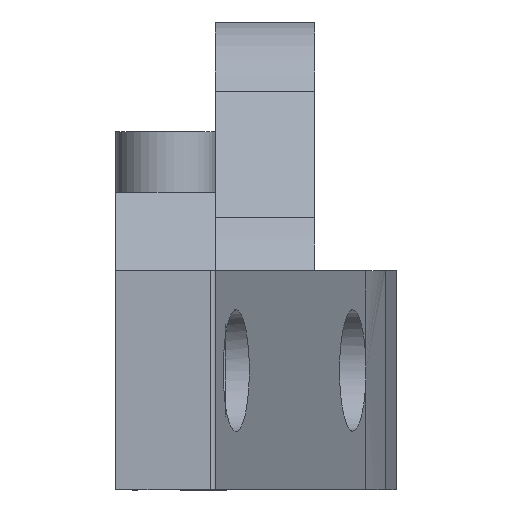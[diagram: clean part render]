
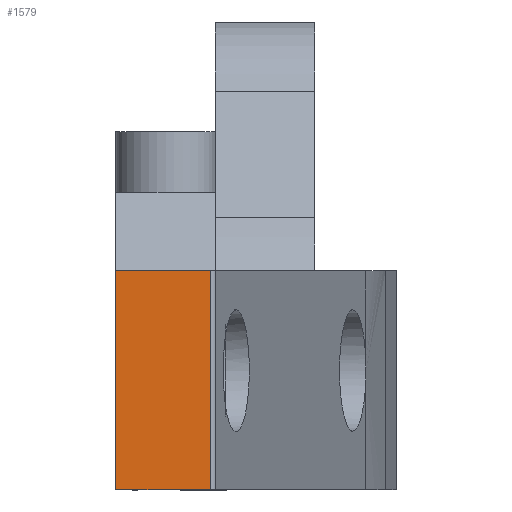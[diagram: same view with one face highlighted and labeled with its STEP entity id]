
A CAD part, front view. The second image highlights one B-rep face of the part: STEP entity #1579.
In plain terms, the highlighted planar face has unit normal (0, -1, 0).
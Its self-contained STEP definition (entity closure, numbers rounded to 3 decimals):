
#94 = PLANE('',#95);
#95 = AXIS2_PLACEMENT_3D('',#96,#97,#98);
#96 = CARTESIAN_POINT('',(40.,-86.031,6.041));
#97 = DIRECTION('',(-1.,-0.,-0.));
#98 = DIRECTION('',(0.,0.,-1.));
#110 = VERTEX_POINT('',#111);
#111 = CARTESIAN_POINT('',(40.,-106.,0.));
#127 = PLANE('',#128);
#128 = AXIS2_PLACEMENT_3D('',#129,#130,#131);
#129 = CARTESIAN_POINT('',(46.239,-43.802,0.));
#130 = DIRECTION('',(0.,0.,1.));
#131 = DIRECTION('',(1.,0.,0.));
#139 = EDGE_CURVE('',#110,#140,#142,.T.);
#140 = VERTEX_POINT('',#141);
#141 = CARTESIAN_POINT('',(40.,-106.,11.));
#142 = SURFACE_CURVE('',#143,(#147,#154),.PCURVE_S1.);
#143 = LINE('',#144,#145);
#144 = CARTESIAN_POINT('',(40.,-106.,0.));
#145 = VECTOR('',#146,1.);
#146 = DIRECTION('',(0.,0.,1.));
#147 = PCURVE('',#94,#148);
#148 = DEFINITIONAL_REPRESENTATION('',(#149),#153);
#149 = LINE('',#150,#151);
#150 = CARTESIAN_POINT('',(6.041,19.969));
#151 = VECTOR('',#152,1.);
#152 = DIRECTION('',(-1.,0.));
#153 = ( GEOMETRIC_REPRESENTATION_CONTEXT(2) 
PARAMETRIC_REPRESENTATION_CONTEXT() REPRESENTATION_CONTEXT('2D SPACE',''
  ) );
#154 = PCURVE('',#155,#160);
#155 = PLANE('',#156);
#156 = AXIS2_PLACEMENT_3D('',#157,#158,#159);
#157 = CARTESIAN_POINT('',(40.,-106.,0.));
#158 = DIRECTION('',(0.,1.,0.));
#159 = DIRECTION('',(1.,0.,0.));
#160 = DEFINITIONAL_REPRESENTATION('',(#161),#165);
#161 = LINE('',#162,#163);
#162 = CARTESIAN_POINT('',(0.,0.));
#163 = VECTOR('',#164,1.);
#164 = DIRECTION('',(0.,-1.));
#165 = ( GEOMETRIC_REPRESENTATION_CONTEXT(2) 
PARAMETRIC_REPRESENTATION_CONTEXT() REPRESENTATION_CONTEXT('2D SPACE',''
  ) );
#183 = PLANE('',#184);
#184 = AXIS2_PLACEMENT_3D('',#185,#186,#187);
#185 = CARTESIAN_POINT('',(45.853,-75.668,11.));
#186 = DIRECTION('',(0.,0.,1.));
#187 = DIRECTION('',(1.,0.,0.));
#550 = EDGE_CURVE('',#110,#551,#553,.T.);
#551 = VERTEX_POINT('',#552);
#552 = CARTESIAN_POINT('',(44.756,-106.,0.));
#553 = SURFACE_CURVE('',#554,(#558,#565),.PCURVE_S1.);
#554 = LINE('',#555,#556);
#555 = CARTESIAN_POINT('',(40.,-106.,0.));
#556 = VECTOR('',#557,1.);
#557 = DIRECTION('',(1.,0.,0.));
#558 = PCURVE('',#127,#559);
#559 = DEFINITIONAL_REPRESENTATION('',(#560),#564);
#560 = LINE('',#561,#562);
#561 = CARTESIAN_POINT('',(-6.239,-62.198));
#562 = VECTOR('',#563,1.);
#563 = DIRECTION('',(1.,0.));
#564 = ( GEOMETRIC_REPRESENTATION_CONTEXT(2) 
PARAMETRIC_REPRESENTATION_CONTEXT() REPRESENTATION_CONTEXT('2D SPACE',''
  ) );
#565 = PCURVE('',#155,#566);
#566 = DEFINITIONAL_REPRESENTATION('',(#567),#571);
#567 = LINE('',#568,#569);
#568 = CARTESIAN_POINT('',(0.,0.));
#569 = VECTOR('',#570,1.);
#570 = DIRECTION('',(1.,0.));
#571 = ( GEOMETRIC_REPRESENTATION_CONTEXT(2) 
PARAMETRIC_REPRESENTATION_CONTEXT() REPRESENTATION_CONTEXT('2D SPACE',''
  ) );
#590 = CYLINDRICAL_SURFACE('',#591,0.25);
#591 = AXIS2_PLACEMENT_3D('',#592,#593,#594);
#592 = CARTESIAN_POINT('',(44.756,-105.75,0.));
#593 = DIRECTION('',(-0.,-0.,-1.));
#594 = DIRECTION('',(1.,0.,0.));
#1579 = ADVANCED_FACE('',(#1580),#155,.F.);
#1580 = FACE_BOUND('',#1581,.F.);
#1581 = EDGE_LOOP('',(#1582,#1583,#1606,#1627));
#1582 = ORIENTED_EDGE('',*,*,#139,.T.);
#1583 = ORIENTED_EDGE('',*,*,#1584,.T.);
#1584 = EDGE_CURVE('',#140,#1585,#1587,.T.);
#1585 = VERTEX_POINT('',#1586);
#1586 = CARTESIAN_POINT('',(44.756,-106.,11.));
#1587 = SURFACE_CURVE('',#1588,(#1592,#1599),.PCURVE_S1.);
#1588 = LINE('',#1589,#1590);
#1589 = CARTESIAN_POINT('',(40.,-106.,11.));
#1590 = VECTOR('',#1591,1.);
#1591 = DIRECTION('',(1.,0.,0.));
#1592 = PCURVE('',#155,#1593);
#1593 = DEFINITIONAL_REPRESENTATION('',(#1594),#1598);
#1594 = LINE('',#1595,#1596);
#1595 = CARTESIAN_POINT('',(0.,-11.));
#1596 = VECTOR('',#1597,1.);
#1597 = DIRECTION('',(1.,0.));
#1598 = ( GEOMETRIC_REPRESENTATION_CONTEXT(2) 
PARAMETRIC_REPRESENTATION_CONTEXT() REPRESENTATION_CONTEXT('2D SPACE',''
  ) );
#1599 = PCURVE('',#183,#1600);
#1600 = DEFINITIONAL_REPRESENTATION('',(#1601),#1605);
#1601 = LINE('',#1602,#1603);
#1602 = CARTESIAN_POINT('',(-5.853,-30.332));
#1603 = VECTOR('',#1604,1.);
#1604 = DIRECTION('',(1.,0.));
#1605 = ( GEOMETRIC_REPRESENTATION_CONTEXT(2) 
PARAMETRIC_REPRESENTATION_CONTEXT() REPRESENTATION_CONTEXT('2D SPACE',''
  ) );
#1606 = ORIENTED_EDGE('',*,*,#1607,.F.);
#1607 = EDGE_CURVE('',#551,#1585,#1608,.T.);
#1608 = SURFACE_CURVE('',#1609,(#1613,#1620),.PCURVE_S1.);
#1609 = LINE('',#1610,#1611);
#1610 = CARTESIAN_POINT('',(44.756,-106.,0.));
#1611 = VECTOR('',#1612,1.);
#1612 = DIRECTION('',(0.,0.,1.));
#1613 = PCURVE('',#155,#1614);
#1614 = DEFINITIONAL_REPRESENTATION('',(#1615),#1619);
#1615 = LINE('',#1616,#1617);
#1616 = CARTESIAN_POINT('',(4.756,0.));
#1617 = VECTOR('',#1618,1.);
#1618 = DIRECTION('',(0.,-1.));
#1619 = ( GEOMETRIC_REPRESENTATION_CONTEXT(2) 
PARAMETRIC_REPRESENTATION_CONTEXT() REPRESENTATION_CONTEXT('2D SPACE',''
  ) );
#1620 = PCURVE('',#590,#1621);
#1621 = DEFINITIONAL_REPRESENTATION('',(#1622),#1626);
#1622 = LINE('',#1623,#1624);
#1623 = CARTESIAN_POINT('',(-4.712,0.));
#1624 = VECTOR('',#1625,1.);
#1625 = DIRECTION('',(-0.,-1.));
#1626 = ( GEOMETRIC_REPRESENTATION_CONTEXT(2) 
PARAMETRIC_REPRESENTATION_CONTEXT() REPRESENTATION_CONTEXT('2D SPACE',''
  ) );
#1627 = ORIENTED_EDGE('',*,*,#550,.F.);
